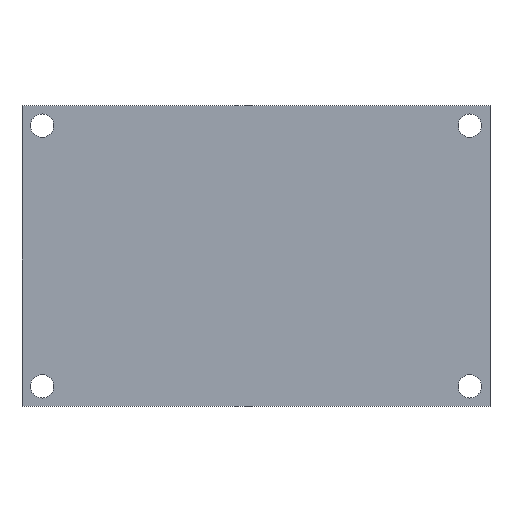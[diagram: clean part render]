
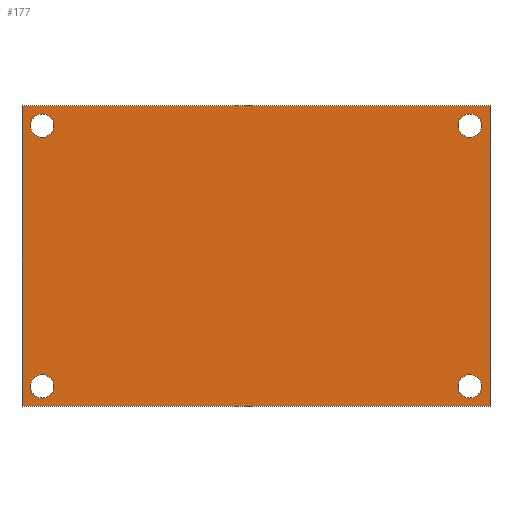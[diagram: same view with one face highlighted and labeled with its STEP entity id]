
A CAD part, top view. The second image highlights one B-rep face of the part: STEP entity #177.
In plain terms, the highlighted planar face has unit normal (0, 0, 1).
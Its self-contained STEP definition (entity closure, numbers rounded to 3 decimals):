
#5 = VERTEX_POINT ( 'NONE', #6 ) ;
#6 = CARTESIAN_POINT ( 'NONE',  ( 30.25, 19.5, 1.6 ) ) ;
#7 = EDGE_CURVE ( 'NONE', #347, #53, #288, .T. ) ;
#8 = DIRECTION ( 'NONE',  ( 1., 0., 0. ) ) ;
#11 = CARTESIAN_POINT ( 'NONE',  ( -30.25, 19.5, 1.6 ) ) ;
#17 = LINE ( 'NONE', #44, #411 ) ;
#22 = AXIS2_PLACEMENT_3D ( 'NONE', #394, #360, #468 ) ;
#24 = DIRECTION ( 'NONE',  ( -1., 0., 0. ) ) ;
#33 = CARTESIAN_POINT ( 'NONE',  ( -33.75, 19.5, 1.6 ) ) ;
#35 = DIRECTION ( 'NONE',  ( 0., 0., 1. ) ) ;
#36 = EDGE_CURVE ( 'NONE', #294, #63, #180, .T. ) ;
#44 = CARTESIAN_POINT ( 'NONE',  ( 35., -22.5, 1.6 ) ) ;
#53 = VERTEX_POINT ( 'NONE', #11 ) ;
#54 = VECTOR ( 'NONE', #399, 1000. ) ;
#60 = CARTESIAN_POINT ( 'NONE',  ( 30.25, -19.5, 1.6 ) ) ;
#63 = VERTEX_POINT ( 'NONE', #239 ) ;
#64 = CARTESIAN_POINT ( 'NONE',  ( 0., 0., 1.6 ) ) ;
#66 = CARTESIAN_POINT ( 'NONE',  ( -35., -22.5, 1.6 ) ) ;
#67 = DIRECTION ( 'NONE',  ( 1., 0., 0. ) ) ;
#72 = EDGE_CURVE ( 'NONE', #154, #416, #473, .T. ) ;
#79 = VERTEX_POINT ( 'NONE', #96 ) ;
#83 = EDGE_CURVE ( 'NONE', #322, #5, #138, .T. ) ;
#94 = AXIS2_PLACEMENT_3D ( 'NONE', #163, #279, #8 ) ;
#96 = CARTESIAN_POINT ( 'NONE',  ( 33.75, -19.5, 1.6 ) ) ;
#106 = ORIENTED_EDGE ( 'NONE', *, *, #250, .T. ) ;
#108 = CARTESIAN_POINT ( 'NONE',  ( 33.75, 19.5, 1.6 ) ) ;
#109 = AXIS2_PLACEMENT_3D ( 'NONE', #214, #482, #67 ) ;
#112 = LINE ( 'NONE', #303, #358 ) ;
#113 = VECTOR ( 'NONE', #278, 1000. ) ;
#114 = ORIENTED_EDGE ( 'NONE', *, *, #72, .T. ) ;
#120 = AXIS2_PLACEMENT_3D ( 'NONE', #339, #35, #302 ) ;
#121 = ORIENTED_EDGE ( 'NONE', *, *, #392, .T. ) ;
#122 = EDGE_LOOP ( 'NONE', ( #390, #283 ) ) ;
#129 = DIRECTION ( 'NONE',  ( 1., 0., 0. ) ) ;
#131 = FACE_BOUND ( 'NONE', #122, .T. ) ;
#138 = CIRCLE ( 'NONE', #22, 1.75 ) ;
#141 = EDGE_CURVE ( 'NONE', #224, #79, #193, .T. ) ;
#147 = CARTESIAN_POINT ( 'NONE',  ( 32., 19.5, 1.6 ) ) ;
#151 = DIRECTION ( 'NONE',  ( -1., 0., 0. ) ) ;
#154 = VERTEX_POINT ( 'NONE', #355 ) ;
#158 = EDGE_LOOP ( 'NONE', ( #168, #114, #408, #106 ) ) ;
#163 = CARTESIAN_POINT ( 'NONE',  ( -32., -19.5, 1.6 ) ) ;
#168 = ORIENTED_EDGE ( 'NONE', *, *, #441, .T. ) ;
#169 = AXIS2_PLACEMENT_3D ( 'NONE', #64, #253, #24 ) ;
#170 = ORIENTED_EDGE ( 'NONE', *, *, #7, .F. ) ;
#174 = CARTESIAN_POINT ( 'NONE',  ( -35., 22.5, 1.6 ) ) ;
#176 = CARTESIAN_POINT ( 'NONE',  ( 35., -22.5, 1.6 ) ) ;
#177 = ADVANCED_FACE ( 'NONE', ( #131, #351, #462, #234, #300 ), #203, .F. ) ;
#180 = CIRCLE ( 'NONE', #94, 1.75 ) ;
#185 = AXIS2_PLACEMENT_3D ( 'NONE', #374, #490, #151 ) ;
#189 = VERTEX_POINT ( 'NONE', #204 ) ;
#193 = CIRCLE ( 'NONE', #398, 1.75 ) ;
#199 = ORIENTED_EDGE ( 'NONE', *, *, #141, .F. ) ;
#203 = PLANE ( 'NONE',  #169 ) ;
#204 = CARTESIAN_POINT ( 'NONE',  ( -35., -22.5, 1.6 ) ) ;
#209 = ORIENTED_EDGE ( 'NONE', *, *, #280, .F. ) ;
#214 = CARTESIAN_POINT ( 'NONE',  ( -32., -19.5, 1.6 ) ) ;
#220 = DIRECTION ( 'NONE',  ( -1., 0., 0. ) ) ;
#224 = VERTEX_POINT ( 'NONE', #60 ) ;
#229 = DIRECTION ( 'NONE',  ( 0., 1., 0. ) ) ;
#230 = AXIS2_PLACEMENT_3D ( 'NONE', #147, #409, #220 ) ;
#234 = FACE_BOUND ( 'NONE', #306, .T. ) ;
#239 = CARTESIAN_POINT ( 'NONE',  ( -30.25, -19.5, 1.6 ) ) ;
#242 = LINE ( 'NONE', #66, #54 ) ;
#250 = EDGE_CURVE ( 'NONE', #189, #402, #242, .T. ) ;
#253 = DIRECTION ( 'NONE',  ( 0., 0., -1. ) ) ;
#260 = CARTESIAN_POINT ( 'NONE',  ( -33.75, -19.5, 1.6 ) ) ;
#274 = DIRECTION ( 'NONE',  ( 0., 0., 1. ) ) ;
#277 = AXIS2_PLACEMENT_3D ( 'NONE', #461, #274, #129 ) ;
#278 = DIRECTION ( 'NONE',  ( -1., 0., 0. ) ) ;
#279 = DIRECTION ( 'NONE',  ( 0., 0., -1. ) ) ;
#280 = EDGE_CURVE ( 'NONE', #79, #224, #421, .T. ) ;
#283 = ORIENTED_EDGE ( 'NONE', *, *, #36, .T. ) ;
#288 = CIRCLE ( 'NONE', #277, 1.75 ) ;
#290 = ORIENTED_EDGE ( 'NONE', *, *, #83, .T. ) ;
#294 = VERTEX_POINT ( 'NONE', #260 ) ;
#300 = FACE_BOUND ( 'NONE', #423, .T. ) ;
#302 = DIRECTION ( 'NONE',  ( 1., 0., 0. ) ) ;
#303 = CARTESIAN_POINT ( 'NONE',  ( -35., -22.5, 1.6 ) ) ;
#306 = EDGE_LOOP ( 'NONE', ( #209, #199 ) ) ;
#309 = EDGE_CURVE ( 'NONE', #63, #294, #346, .T. ) ;
#320 = CIRCLE ( 'NONE', #120, 1.75 ) ;
#322 = VERTEX_POINT ( 'NONE', #108 ) ;
#328 = DIRECTION ( 'NONE',  ( 0., 0., 1. ) ) ;
#331 = CARTESIAN_POINT ( 'NONE',  ( 32., -19.5, 1.6 ) ) ;
#339 = CARTESIAN_POINT ( 'NONE',  ( -32., 19.5, 1.6 ) ) ;
#346 = CIRCLE ( 'NONE', #109, 1.75 ) ;
#347 = VERTEX_POINT ( 'NONE', #33 ) ;
#351 = FACE_BOUND ( 'NONE', #367, .T. ) ;
#355 = CARTESIAN_POINT ( 'NONE',  ( 35., 22.5, 1.6 ) ) ;
#358 = VECTOR ( 'NONE', #496, 1000. ) ;
#360 = DIRECTION ( 'NONE',  ( 0., 0., -1. ) ) ;
#363 = DIRECTION ( 'NONE',  ( -1., 0., 0. ) ) ;
#367 = EDGE_LOOP ( 'NONE', ( #440, #170 ) ) ;
#374 = CARTESIAN_POINT ( 'NONE',  ( 32., -19.5, 1.6 ) ) ;
#390 = ORIENTED_EDGE ( 'NONE', *, *, #309, .T. ) ;
#392 = EDGE_CURVE ( 'NONE', #5, #322, #457, .T. ) ;
#394 = CARTESIAN_POINT ( 'NONE',  ( 32., 19.5, 1.6 ) ) ;
#398 = AXIS2_PLACEMENT_3D ( 'NONE', #331, #328, #363 ) ;
#399 = DIRECTION ( 'NONE',  ( 1., 0., 0. ) ) ;
#402 = VERTEX_POINT ( 'NONE', #176 ) ;
#408 = ORIENTED_EDGE ( 'NONE', *, *, #491, .T. ) ;
#409 = DIRECTION ( 'NONE',  ( 0., 0., -1. ) ) ;
#410 = EDGE_CURVE ( 'NONE', #53, #347, #320, .T. ) ;
#411 = VECTOR ( 'NONE', #229, 1000. ) ;
#416 = VERTEX_POINT ( 'NONE', #174 ) ;
#421 = CIRCLE ( 'NONE', #185, 1.75 ) ;
#423 = EDGE_LOOP ( 'NONE', ( #290, #121 ) ) ;
#428 = CARTESIAN_POINT ( 'NONE',  ( -35., 22.5, 1.6 ) ) ;
#440 = ORIENTED_EDGE ( 'NONE', *, *, #410, .F. ) ;
#441 = EDGE_CURVE ( 'NONE', #402, #154, #17, .T. ) ;
#457 = CIRCLE ( 'NONE', #230, 1.75 ) ;
#461 = CARTESIAN_POINT ( 'NONE',  ( -32., 19.5, 1.6 ) ) ;
#462 = FACE_OUTER_BOUND ( 'NONE', #158, .T. ) ;
#468 = DIRECTION ( 'NONE',  ( -1., 0., 0. ) ) ;
#473 = LINE ( 'NONE', #428, #113 ) ;
#482 = DIRECTION ( 'NONE',  ( 0., 0., -1. ) ) ;
#490 = DIRECTION ( 'NONE',  ( 0., 0., 1. ) ) ;
#491 = EDGE_CURVE ( 'NONE', #416, #189, #112, .T. ) ;
#496 = DIRECTION ( 'NONE',  ( 0., -1., 0. ) ) ;
